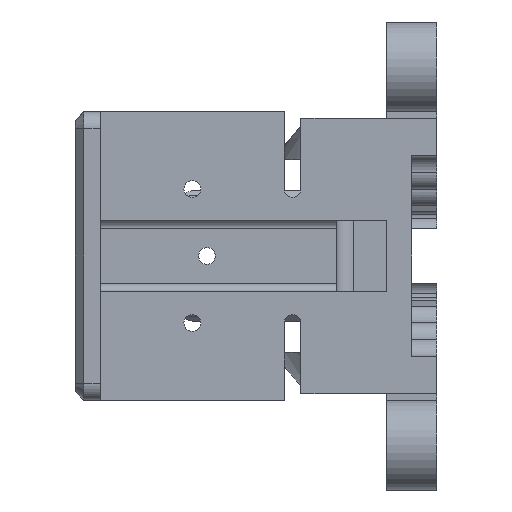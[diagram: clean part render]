
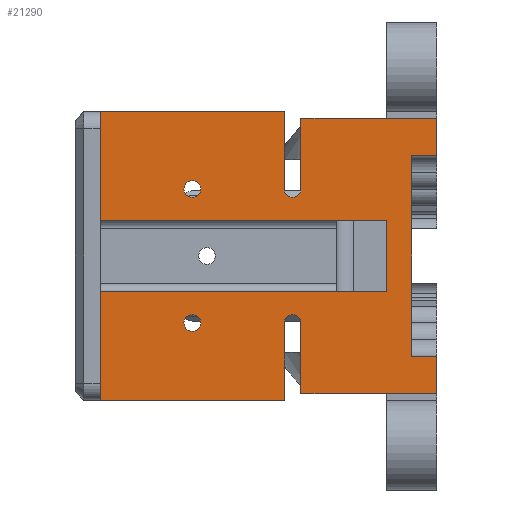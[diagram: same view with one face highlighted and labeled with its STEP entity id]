
A CAD part, left-side view. The second image highlights one B-rep face of the part: STEP entity #21290.
In plain terms, the highlighted planar face has unit normal (-1, 0, 0).
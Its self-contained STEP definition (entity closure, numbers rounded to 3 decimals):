
#6774=DIRECTION('',(0.,0.,1.));
#6775=VECTOR('',#6774,9.25);
#6776=CARTESIAN_POINT('',(-6.,15.25,8.));
#6777=LINE('',#6776,#6775);
#6799=DIRECTION('',(0.,0.,-1.));
#6800=VECTOR('',#6799,8.5);
#6801=CARTESIAN_POINT('',(-6.,13.25,16.5));
#6802=LINE('',#6801,#6800);
#6803=CARTESIAN_POINT('',(-6.,26.25,8.));
#6804=DIRECTION('',(-1.,0.,0.));
#6805=DIRECTION('',(0.,-1.,0.));
#6806=AXIS2_PLACEMENT_3D('',#6803,#6804,#6805);
#6808=CARTESIAN_POINT('',(-6.,26.25,8.));
#6809=DIRECTION('',(-1.,0.,0.));
#6810=DIRECTION('',(0.,1.,0.));
#6811=AXIS2_PLACEMENT_3D('',#6808,#6809,#6810);
#6813=CARTESIAN_POINT('',(-6.,26.25,-8.));
#6814=DIRECTION('',(-1.,0.,0.));
#6815=DIRECTION('',(0.,-1.,0.));
#6816=AXIS2_PLACEMENT_3D('',#6813,#6814,#6815);
#6818=CARTESIAN_POINT('',(-6.,26.25,-8.));
#6819=DIRECTION('',(-1.,0.,0.));
#6820=DIRECTION('',(0.,1.,0.));
#6821=AXIS2_PLACEMENT_3D('',#6818,#6819,#6820);
#6823=DIRECTION('',(0.,-1.,0.));
#6824=VECTOR('',#6823,3.);
#6825=CARTESIAN_POINT('',(-6.,40.25,5.));
#6826=LINE('',#6825,#6824);
#6827=DIRECTION('',(0.,0.,1.));
#6828=VECTOR('',#6827,12.25);
#6829=CARTESIAN_POINT('',(-6.,37.25,5.));
#6830=LINE('',#6829,#6828);
#6831=DIRECTION('',(0.,1.,0.));
#6832=VECTOR('',#6831,22.);
#6833=CARTESIAN_POINT('',(-6.,15.25,17.25));
#6834=LINE('',#6833,#6832);
#6835=CARTESIAN_POINT('',(-6.,14.25,8.));
#6836=DIRECTION('',(-1.,0.,0.));
#6837=DIRECTION('',(0.,1.,0.));
#6838=AXIS2_PLACEMENT_3D('',#6835,#6836,#6837);
#6840=DIRECTION('',(0.,1.,0.));
#6841=VECTOR('',#6840,16.25);
#6842=CARTESIAN_POINT('',(-6.,-3.,16.5));
#6843=LINE('',#6842,#6841);
#6844=DIRECTION('',(0.,0.,1.));
#6845=VECTOR('',#6844,4.5);
#6846=CARTESIAN_POINT('',(-6.,-3.,12.));
#6847=LINE('',#6846,#6845);
#6848=DIRECTION('',(0.,-1.,0.));
#6849=VECTOR('',#6848,3.);
#6850=CARTESIAN_POINT('',(-6.,0.,12.));
#6851=LINE('',#6850,#6849);
#6852=DIRECTION('',(0.,0.,1.));
#6853=VECTOR('',#6852,24.);
#6854=CARTESIAN_POINT('',(-6.,0.,-12.));
#6855=LINE('',#6854,#6853);
#6856=DIRECTION('',(0.,1.,0.));
#6857=VECTOR('',#6856,3.);
#6858=CARTESIAN_POINT('',(-6.,-3.,-12.));
#6859=LINE('',#6858,#6857);
#6860=DIRECTION('',(0.,0.,1.));
#6861=VECTOR('',#6860,4.5);
#6862=CARTESIAN_POINT('',(-6.,-3.,-16.5));
#6863=LINE('',#6862,#6861);
#6864=DIRECTION('',(0.,-1.,0.));
#6865=VECTOR('',#6864,16.25);
#6866=CARTESIAN_POINT('',(-6.,13.25,-16.5));
#6867=LINE('',#6866,#6865);
#6868=CARTESIAN_POINT('',(-6.,14.25,-8.));
#6869=DIRECTION('',(-1.,0.,0.));
#6870=DIRECTION('',(0.,-1.,0.));
#6871=AXIS2_PLACEMENT_3D('',#6868,#6869,#6870);
#6873=DIRECTION('',(0.,-1.,0.));
#6874=VECTOR('',#6873,22.);
#6875=CARTESIAN_POINT('',(-6.,37.25,-17.25));
#6876=LINE('',#6875,#6874);
#6877=DIRECTION('',(0.,0.,1.));
#6878=VECTOR('',#6877,12.25);
#6879=CARTESIAN_POINT('',(-6.,37.25,-17.25));
#6880=LINE('',#6879,#6878);
#6881=DIRECTION('',(0.,0.,-1.));
#6882=VECTOR('',#6881,8.5);
#6883=CARTESIAN_POINT('',(-6.,3.,4.25));
#6884=LINE('',#6883,#6882);
#6946=DIRECTION('',(0.,-1.,0.));
#6947=VECTOR('',#6946,37.25);
#6948=CARTESIAN_POINT('',(-6.,40.25,4.25));
#6949=LINE('',#6948,#6947);
#7915=DIRECTION('',(0.,1.,0.));
#7916=VECTOR('',#7915,37.25);
#7917=CARTESIAN_POINT('',(-6.,3.,-4.25));
#7918=LINE('',#7917,#7916);
#8037=DIRECTION('',(0.,0.,-1.));
#8038=VECTOR('',#8037,0.75);
#8039=CARTESIAN_POINT('',(-6.,40.25,-4.25));
#8040=LINE('',#8039,#8038);
#8053=DIRECTION('',(0.,0.,-1.));
#8054=VECTOR('',#8053,0.75);
#8055=CARTESIAN_POINT('',(-6.,40.25,5.));
#8056=LINE('',#8055,#8054);
#8950=DIRECTION('',(0.,0.,-1.));
#8951=VECTOR('',#8950,8.5);
#8952=CARTESIAN_POINT('',(-6.,13.25,-8.));
#8953=LINE('',#8952,#8951);
#8975=DIRECTION('',(0.,0.,1.));
#8976=VECTOR('',#8975,9.25);
#8977=CARTESIAN_POINT('',(-6.,15.25,-17.25));
#8978=LINE('',#8977,#8976);
#9029=DIRECTION('',(0.,-1.,0.));
#9030=VECTOR('',#9029,3.);
#9031=CARTESIAN_POINT('',(-6.,40.25,-5.));
#9032=LINE('',#9031,#9030);
#12671=CARTESIAN_POINT('',(-6.,3.,4.25));
#12672=CARTESIAN_POINT('',(-6.,3.,-4.25));
#12673=VERTEX_POINT('',#12671);
#12674=VERTEX_POINT('',#12672);
#12679=CARTESIAN_POINT('',(-6.,25.25,8.));
#12680=CARTESIAN_POINT('',(-6.,27.25,8.));
#12681=VERTEX_POINT('',#12679);
#12682=VERTEX_POINT('',#12680);
#12683=CARTESIAN_POINT('',(-6.,25.25,-8.));
#12684=CARTESIAN_POINT('',(-6.,27.25,-8.));
#12685=VERTEX_POINT('',#12683);
#12686=VERTEX_POINT('',#12684);
#12687=CARTESIAN_POINT('',(-6.,15.25,8.));
#12688=CARTESIAN_POINT('',(-6.,13.25,8.));
#12689=VERTEX_POINT('',#12687);
#12690=VERTEX_POINT('',#12688);
#12691=CARTESIAN_POINT('',(-6.,13.25,-8.));
#12692=CARTESIAN_POINT('',(-6.,15.25,-8.));
#12693=VERTEX_POINT('',#12691);
#12694=VERTEX_POINT('',#12692);
#12721=CARTESIAN_POINT('',(-6.,-3.,12.));
#12722=CARTESIAN_POINT('',(-6.,-3.,16.5));
#12723=VERTEX_POINT('',#12721);
#12724=VERTEX_POINT('',#12722);
#12725=CARTESIAN_POINT('',(-6.,13.25,16.5));
#12726=VERTEX_POINT('',#12725);
#12727=CARTESIAN_POINT('',(-6.,0.,-12.));
#12728=CARTESIAN_POINT('',(-6.,0.,12.));
#12729=VERTEX_POINT('',#12727);
#12730=VERTEX_POINT('',#12728);
#12733=CARTESIAN_POINT('',(-6.,13.25,-16.5));
#12734=CARTESIAN_POINT('',(-6.,-3.,-16.5));
#12735=VERTEX_POINT('',#12733);
#12736=VERTEX_POINT('',#12734);
#12737=CARTESIAN_POINT('',(-6.,-3.,-12.));
#12738=VERTEX_POINT('',#12737);
#12749=CARTESIAN_POINT('',(-6.,37.25,-5.));
#12751=VERTEX_POINT('',#12749);
#12755=CARTESIAN_POINT('',(-6.,37.25,5.));
#12756=VERTEX_POINT('',#12755);
#12765=CARTESIAN_POINT('',(-6.,40.25,-5.));
#12767=VERTEX_POINT('',#12765);
#12771=CARTESIAN_POINT('',(-6.,40.25,5.));
#12772=VERTEX_POINT('',#12771);
#12915=CARTESIAN_POINT('',(-6.,40.25,4.25));
#12916=VERTEX_POINT('',#12915);
#12917=CARTESIAN_POINT('',(-6.,40.25,-4.25));
#12918=VERTEX_POINT('',#12917);
#13113=CARTESIAN_POINT('',(-6.,15.25,17.25));
#13114=CARTESIAN_POINT('',(-6.,37.25,17.25));
#13115=VERTEX_POINT('',#13113);
#13116=VERTEX_POINT('',#13114);
#13117=CARTESIAN_POINT('',(-6.,37.25,-17.25));
#13118=CARTESIAN_POINT('',(-6.,15.25,-17.25));
#13119=VERTEX_POINT('',#13117);
#13120=VERTEX_POINT('',#13118);
#21231=CARTESIAN_POINT('',(-6.,0.,0.));
#21232=DIRECTION('',(-1.,0.,0.));
#21233=DIRECTION('',(0.,0.,1.));
#21234=AXIS2_PLACEMENT_3D('',#21231,#21232,#21233);
#21235=PLANE('',#21234);
#21237=ORIENTED_EDGE('',*,*,#21236,.F.);
#21239=ORIENTED_EDGE('',*,*,#21238,.F.);
#21241=ORIENTED_EDGE('',*,*,#21240,.T.);
#21243=ORIENTED_EDGE('',*,*,#21242,.T.);
#21244=ORIENTED_EDGE('',*,*,#21162,.F.);
#21245=ORIENTED_EDGE('',*,*,#21198,.F.);
#21246=ORIENTED_EDGE('',*,*,#21212,.T.);
#21247=ORIENTED_EDGE('',*,*,#21225,.F.);
#21248=ORIENTED_EDGE('',*,*,#20653,.F.);
#21249=ORIENTED_EDGE('',*,*,#14900,.F.);
#21251=ORIENTED_EDGE('',*,*,#21250,.F.);
#21252=ORIENTED_EDGE('',*,*,#14318,.F.);
#21254=ORIENTED_EDGE('',*,*,#21253,.F.);
#21255=ORIENTED_EDGE('',*,*,#14958,.F.);
#21257=ORIENTED_EDGE('',*,*,#21256,.F.);
#21259=ORIENTED_EDGE('',*,*,#21258,.F.);
#21261=ORIENTED_EDGE('',*,*,#21260,.T.);
#21263=ORIENTED_EDGE('',*,*,#21262,.F.);
#21265=ORIENTED_EDGE('',*,*,#21264,.F.);
#21267=ORIENTED_EDGE('',*,*,#21266,.T.);
#21269=ORIENTED_EDGE('',*,*,#21268,.F.);
#21271=ORIENTED_EDGE('',*,*,#21270,.F.);
#21273=ORIENTED_EDGE('',*,*,#21272,.F.);
#21275=ORIENTED_EDGE('',*,*,#21274,.F.);
#21276=EDGE_LOOP('',(#21237,#21239,#21241,#21243,#21244,#21245,#21246,#21247,
#21248,#21249,#21251,#21252,#21254,#21255,#21257,#21259,#21261,#21263,#21265,
#21267,#21269,#21271,#21273,#21275));
#21277=FACE_OUTER_BOUND('',#21276,.F.);
#21279=ORIENTED_EDGE('',*,*,#21278,.T.);
#21281=ORIENTED_EDGE('',*,*,#21280,.T.);
#21282=EDGE_LOOP('',(#21279,#21281));
#21283=FACE_BOUND('',#21282,.F.);
#21285=ORIENTED_EDGE('',*,*,#21284,.T.);
#21287=ORIENTED_EDGE('',*,*,#21286,.T.);
#21288=EDGE_LOOP('',(#21285,#21287));
#21289=FACE_BOUND('',#21288,.F.);
#21290=ADVANCED_FACE('',(#21277,#21283,#21289),#21235,.T.);
#6807=CIRCLE('',#6806,1.);
#6812=CIRCLE('',#6811,1.);
#6817=CIRCLE('',#6816,1.);
#6822=CIRCLE('',#6821,1.);
#6839=CIRCLE('',#6838,1.);
#6872=CIRCLE('',#6871,1.);
#14318=EDGE_CURVE('',#12729,#12730,#6855,.T.);
#14900=EDGE_CURVE('',#12723,#12724,#6847,.T.);
#14958=EDGE_CURVE('',#12736,#12738,#6863,.T.);
#20653=EDGE_CURVE('',#12724,#12726,#6843,.T.);
#21162=EDGE_CURVE('',#13115,#13116,#6834,.T.);
#21198=EDGE_CURVE('',#12689,#13115,#6777,.T.);
#21212=EDGE_CURVE('',#12689,#12690,#6839,.T.);
#21225=EDGE_CURVE('',#12726,#12690,#6802,.T.);
#21236=EDGE_CURVE('',#12916,#12673,#6949,.T.);
#21238=EDGE_CURVE('',#12772,#12916,#8056,.T.);
#21240=EDGE_CURVE('',#12772,#12756,#6826,.T.);
#21242=EDGE_CURVE('',#12756,#13116,#6830,.T.);
#21250=EDGE_CURVE('',#12730,#12723,#6851,.T.);
#21253=EDGE_CURVE('',#12738,#12729,#6859,.T.);
#21256=EDGE_CURVE('',#12735,#12736,#6867,.T.);
#21258=EDGE_CURVE('',#12693,#12735,#8953,.T.);
#21260=EDGE_CURVE('',#12693,#12694,#6872,.T.);
#21262=EDGE_CURVE('',#13120,#12694,#8978,.T.);
#21264=EDGE_CURVE('',#13119,#13120,#6876,.T.);
#21266=EDGE_CURVE('',#13119,#12751,#6880,.T.);
#21268=EDGE_CURVE('',#12767,#12751,#9032,.T.);
#21270=EDGE_CURVE('',#12918,#12767,#8040,.T.);
#21272=EDGE_CURVE('',#12674,#12918,#7918,.T.);
#21274=EDGE_CURVE('',#12673,#12674,#6884,.T.);
#21278=EDGE_CURVE('',#12685,#12686,#6817,.T.);
#21280=EDGE_CURVE('',#12686,#12685,#6822,.T.);
#21284=EDGE_CURVE('',#12681,#12682,#6807,.T.);
#21286=EDGE_CURVE('',#12682,#12681,#6812,.T.);
